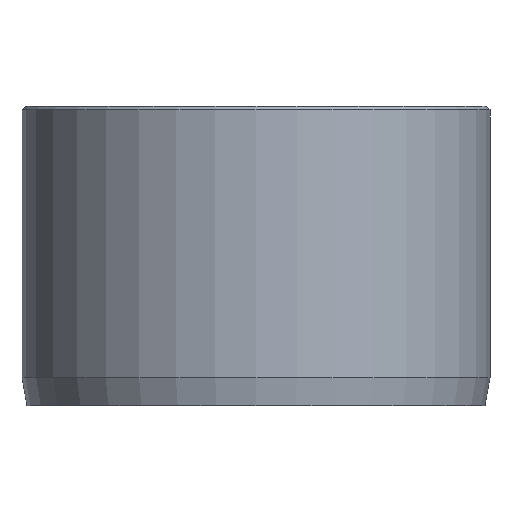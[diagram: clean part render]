
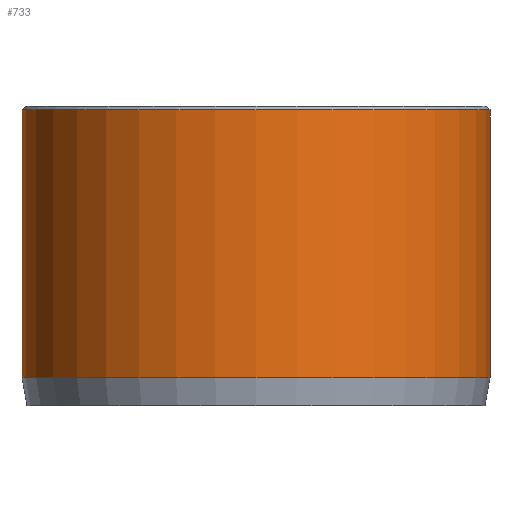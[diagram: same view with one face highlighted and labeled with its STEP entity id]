
A CAD part, front view. The second image highlights one B-rep face of the part: STEP entity #733.
In plain terms, the highlighted cylindrical face has radius 12.5 mm (diameter 25 mm), a partial arc.
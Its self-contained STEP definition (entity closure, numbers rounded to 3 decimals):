
#31 = DIRECTION ( 'NONE',  ( 0., 0., 1. ) ) ;
#32 = AXIS2_PLACEMENT_3D ( 'NONE', #541, #1226, #640 ) ;
#84 = EDGE_CURVE ( 'NONE', #955, #406, #760, .T. ) ;
#93 = CIRCLE ( 'NONE', #32, 12.5 ) ;
#126 = CARTESIAN_POINT ( 'NONE',  ( 12.5, 0., 15.8 ) ) ;
#233 = CARTESIAN_POINT ( 'NONE',  ( -12.5, 0., 15.8 ) ) ;
#251 = CARTESIAN_POINT ( 'NONE',  ( 12.5, 0., 1.5 ) ) ;
#260 = FACE_OUTER_BOUND ( 'NONE', #322, .T. ) ;
#264 = ORIENTED_EDGE ( 'NONE', *, *, #371, .T. ) ;
#271 = EDGE_CURVE ( 'NONE', #955, #688, #93, .T. ) ;
#278 = AXIS2_PLACEMENT_3D ( 'NONE', #1034, #466, #939 ) ;
#322 = EDGE_LOOP ( 'NONE', ( #983, #431, #264, #1146 ) ) ;
#371 = EDGE_CURVE ( 'NONE', #688, #1180, #1059, .T. ) ;
#406 = VERTEX_POINT ( 'NONE', #251 ) ;
#431 = ORIENTED_EDGE ( 'NONE', *, *, #271, .T. ) ;
#438 = CARTESIAN_POINT ( 'NONE',  ( -12.5, 0., 1.5 ) ) ;
#466 = DIRECTION ( 'NONE',  ( 0., 0., -1. ) ) ;
#529 = VECTOR ( 'NONE', #886, 1000. ) ;
#541 = CARTESIAN_POINT ( 'NONE',  ( 0., 0., 15.8 ) ) ;
#638 = CARTESIAN_POINT ( 'NONE',  ( 0., 0., 1.5 ) ) ;
#640 = DIRECTION ( 'NONE',  ( 1., 0., 0. ) ) ;
#677 = EDGE_CURVE ( 'NONE', #1180, #406, #842, .T. ) ;
#688 = VERTEX_POINT ( 'NONE', #233 ) ;
#731 = DIRECTION ( 'NONE',  ( 1., 0., 0. ) ) ;
#733 = ADVANCED_FACE ( 'NONE', ( #260 ), #1274, .T. ) ;
#760 = LINE ( 'NONE', #1184, #529 ) ;
#791 = VECTOR ( 'NONE', #1131, 1000. ) ;
#842 = CIRCLE ( 'NONE', #1290, 12.5 ) ;
#886 = DIRECTION ( 'NONE',  ( 0., 0., -1. ) ) ;
#932 = CARTESIAN_POINT ( 'NONE',  ( -12.5, 0., 16. ) ) ;
#939 = DIRECTION ( 'NONE',  ( -1., 0., 0. ) ) ;
#955 = VERTEX_POINT ( 'NONE', #126 ) ;
#983 = ORIENTED_EDGE ( 'NONE', *, *, #84, .F. ) ;
#1034 = CARTESIAN_POINT ( 'NONE',  ( 0., 0., 16. ) ) ;
#1059 = LINE ( 'NONE', #932, #791 ) ;
#1131 = DIRECTION ( 'NONE',  ( 0., 0., -1. ) ) ;
#1146 = ORIENTED_EDGE ( 'NONE', *, *, #677, .T. ) ;
#1180 = VERTEX_POINT ( 'NONE', #438 ) ;
#1184 = CARTESIAN_POINT ( 'NONE',  ( 12.5, 0., 16. ) ) ;
#1226 = DIRECTION ( 'NONE',  ( 0., 0., -1. ) ) ;
#1274 = CYLINDRICAL_SURFACE ( 'NONE', #278, 12.5 ) ;
#1290 = AXIS2_PLACEMENT_3D ( 'NONE', #638, #31, #731 ) ;
